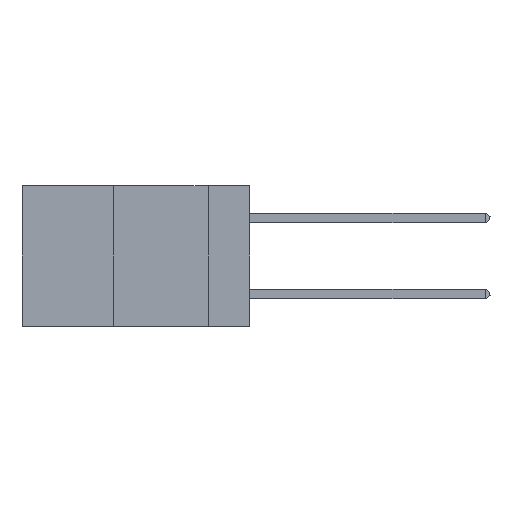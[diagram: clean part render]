
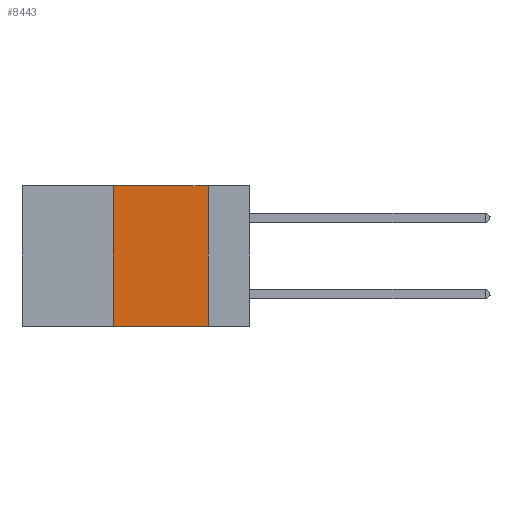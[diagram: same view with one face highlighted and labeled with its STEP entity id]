
A CAD part, left-side view. The second image highlights one B-rep face of the part: STEP entity #8443.
In plain terms, the highlighted planar face has unit normal (-1, 0, 0).
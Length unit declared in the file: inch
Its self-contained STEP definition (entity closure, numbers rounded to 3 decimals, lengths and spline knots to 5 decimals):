
#311 = CARTESIAN_POINT ( 'NONE',  ( 0., 0.11, -0.37 ) ) ;
#758 = CARTESIAN_POINT ( 'NONE',  ( 0., 0.6, 0. ) ) ;
#809 = CARTESIAN_POINT ( 'NONE',  ( 0., 0.36, 0. ) ) ;
#1755 = ORIENTED_EDGE ( 'NONE', *, *, #24060, .F. ) ;
#2389 = VERTEX_POINT ( 'NONE', #5168 ) ;
#3893 = CARTESIAN_POINT ( 'NONE',  ( 0., 0.11, 0. ) ) ;
#5168 = CARTESIAN_POINT ( 'NONE',  ( 0., 0.11, 0. ) ) ;
#5955 = EDGE_CURVE ( 'NONE', #14088, #8830, #19544, .T. ) ;
#8443 = ADVANCED_FACE ( 'NONE', ( #26753 ), #16245, .F. ) ;
#8830 = VERTEX_POINT ( 'NONE', #311 ) ;
#9562 = AXIS2_PLACEMENT_3D ( 'NONE', #37227, #19521, #19260 ) ;
#9657 = DIRECTION ( 'NONE',  ( 0., -1., 0. ) ) ;
#12990 = DIRECTION ( 'NONE',  ( 0., -1., 0. ) ) ;
#13218 = VECTOR ( 'NONE', #9657, 39.37008 ) ;
#13625 = ORIENTED_EDGE ( 'NONE', *, *, #5955, .T. ) ;
#13839 = LINE ( 'NONE', #19365, #17586 ) ;
#14088 = VERTEX_POINT ( 'NONE', #26472 ) ;
#16133 = LINE ( 'NONE', #3893, #19421 ) ;
#16245 = PLANE ( 'NONE',  #9562 ) ;
#16674 = ORIENTED_EDGE ( 'NONE', *, *, #26913, .F. ) ;
#17586 = VECTOR ( 'NONE', #34331, 39.37008 ) ;
#19260 = DIRECTION ( 'NONE',  ( 0., 0., -1. ) ) ;
#19365 = CARTESIAN_POINT ( 'NONE',  ( 0., 0.36, 0. ) ) ;
#19421 = VECTOR ( 'NONE', #22300, 39.37008 ) ;
#19521 = DIRECTION ( 'NONE',  ( 1., 0., 0. ) ) ;
#19544 = LINE ( 'NONE', #30716, #35482 ) ;
#20024 = EDGE_LOOP ( 'NONE', ( #1755, #16674, #24929, #13625 ) ) ;
#22300 = DIRECTION ( 'NONE',  ( 0., 0., -1. ) ) ;
#23395 = EDGE_CURVE ( 'NONE', #14088, #34075, #13839, .T. ) ;
#23552 = LINE ( 'NONE', #758, #13218 ) ;
#24060 = EDGE_CURVE ( 'NONE', #2389, #8830, #16133, .T. ) ;
#24929 = ORIENTED_EDGE ( 'NONE', *, *, #23395, .F. ) ;
#26472 = CARTESIAN_POINT ( 'NONE',  ( 0., 0.36, -0.37 ) ) ;
#26753 = FACE_OUTER_BOUND ( 'NONE', #20024, .T. ) ;
#26913 = EDGE_CURVE ( 'NONE', #34075, #2389, #23552, .T. ) ;
#30716 = CARTESIAN_POINT ( 'NONE',  ( 0., 0.6, -0.37 ) ) ;
#34075 = VERTEX_POINT ( 'NONE', #809 ) ;
#34331 = DIRECTION ( 'NONE',  ( 0., 0., 1. ) ) ;
#35482 = VECTOR ( 'NONE', #12990, 39.37008 ) ;
#37227 = CARTESIAN_POINT ( 'NONE',  ( 0., 0.6, 0. ) ) ;
